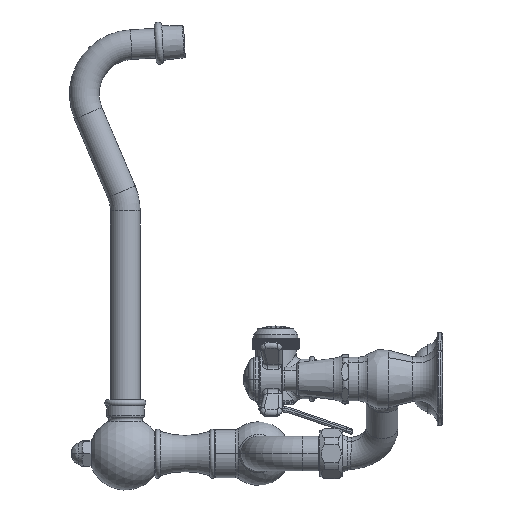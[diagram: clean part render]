
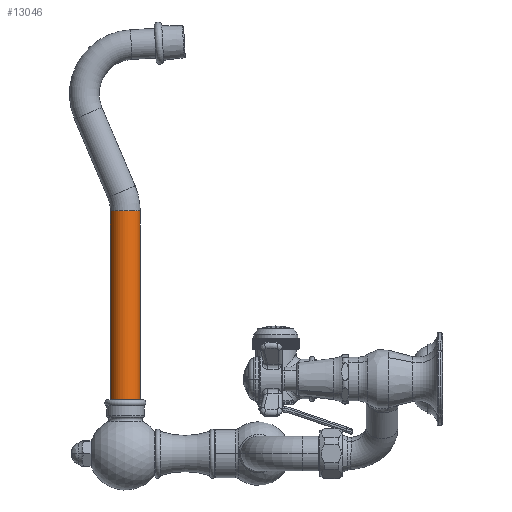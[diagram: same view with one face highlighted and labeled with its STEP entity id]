
A CAD part, left-side view. The second image highlights one B-rep face of the part: STEP entity #13046.
In plain terms, the highlighted cylindrical face has radius 9.525 mm (diameter 19.05 mm), a partial arc.
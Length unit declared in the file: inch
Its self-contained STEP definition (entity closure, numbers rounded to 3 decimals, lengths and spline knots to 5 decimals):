
#12485=DIRECTION('',(0.,0.,1.));
#12486=VECTOR('',#12485,4.765);
#12487=CARTESIAN_POINT('',(0.,2.62877,1.358));
#12488=LINE('',#12487,#12486);
#12516=CARTESIAN_POINT('',(0.,2.25377,1.358));
#12517=DIRECTION('',(0.,0.,1.));
#12518=DIRECTION('',(0.,1.,0.));
#12519=AXIS2_PLACEMENT_3D('',#12516,#12517,#12518);
#12706=DIRECTION('',(0.,0.,1.));
#12707=VECTOR('',#12706,4.765);
#12708=CARTESIAN_POINT('',(0.,1.87877,1.358));
#12709=LINE('',#12708,#12707);
#12729=CARTESIAN_POINT('',(0.,2.25377,6.123));
#12730=DIRECTION('',(0.,0.,1.));
#12731=DIRECTION('',(0.,1.,0.));
#12732=AXIS2_PLACEMENT_3D('',#12729,#12730,#12731);
#12991=CARTESIAN_POINT('',(0.,1.87877,6.123));
#12992=CARTESIAN_POINT('',(0.,2.62877,6.123));
#12993=VERTEX_POINT('',#12991);
#12994=VERTEX_POINT('',#12992);
#13007=CARTESIAN_POINT('',(0.,1.87877,1.358));
#13008=CARTESIAN_POINT('',(0.,2.62877,1.358));
#13009=VERTEX_POINT('',#13007);
#13010=VERTEX_POINT('',#13008);
#13031=CARTESIAN_POINT('',(0.,2.25377,0.948));
#13032=DIRECTION('',(0.,0.,1.));
#13033=DIRECTION('',(0.,-1.,0.));
#13034=AXIS2_PLACEMENT_3D('',#13031,#13032,#13033);
#13035=CYLINDRICAL_SURFACE('',#13034,0.375);
#13037=ORIENTED_EDGE('',*,*,#13036,.F.);
#13039=ORIENTED_EDGE('',*,*,#13038,.T.);
#13041=ORIENTED_EDGE('',*,*,#13040,.T.);
#13043=ORIENTED_EDGE('',*,*,#13042,.F.);
#13044=EDGE_LOOP('',(#13037,#13039,#13041,#13043));
#13045=FACE_OUTER_BOUND('',#13044,.F.);
#12520=CIRCLE('',#12519,0.375);
#12733=CIRCLE('',#12732,0.375);
#13036=EDGE_CURVE('',#13010,#13009,#12520,.T.);
#13038=EDGE_CURVE('',#13010,#12994,#12488,.T.);
#13040=EDGE_CURVE('',#12994,#12993,#12733,.T.);
#13042=EDGE_CURVE('',#13009,#12993,#12709,.T.);
#13046=ADVANCED_FACE('',(#13045),#13035,.T.);
